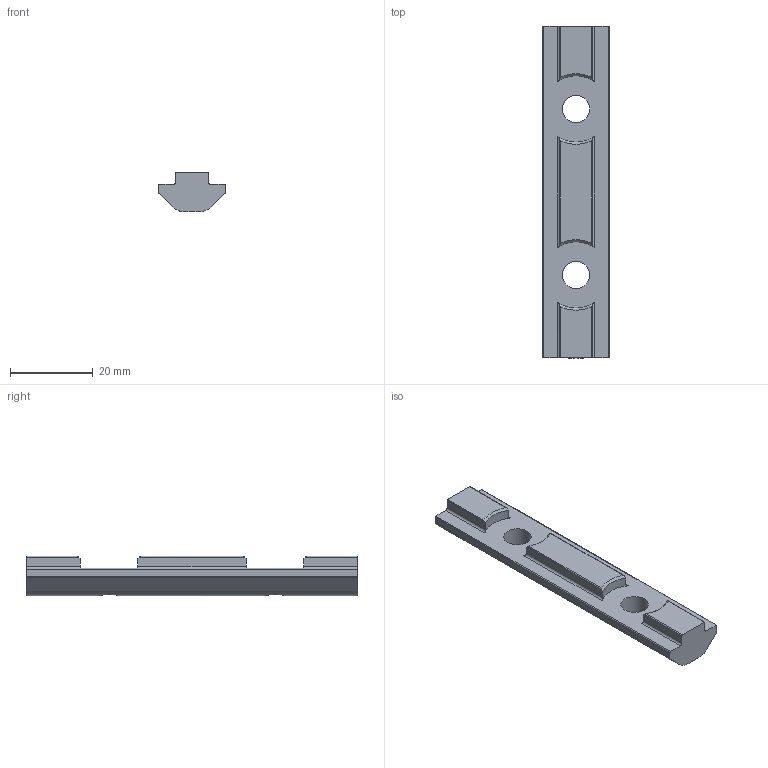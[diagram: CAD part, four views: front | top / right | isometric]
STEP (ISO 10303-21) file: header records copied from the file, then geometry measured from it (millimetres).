
FILE_DESCRIPTION( ( 'Unknown' ), '1' );
FILE_NAME( 'I8-NM860-40-Step.stp', 'Unknown', ( 'Unknown' ), ( 'Unknown' ), 'XStep 1.0', 'Unknown', ' ' );
FILE_SCHEMA( ( 'automotive_design' ) );
Length unit declared in the file: millimetre
Products named in the file (1): 1
Bounding box: 16 x 80 x 9.5 mm (x, y, z)
Volume: 7441.7 mm3; surface area: 3861.6 mm2
Topology: 1 solids, 1 shells, 65 faces, 192 edges, 128 vertices
Faces by surface type: cylinder 33, plane 28, cone 4
Full cylindrical faces by diameter (mm): 6.647 x2
Entity records: 2858 total; most frequent: CARTESIAN_POINT 620, ORIENTED_EDGE 376, DIRECTION 336, EDGE_CURVE 188, VERTEX_POINT 126, AXIS2_PLACEMENT_3D 122, LINE 92, VECTOR 92
